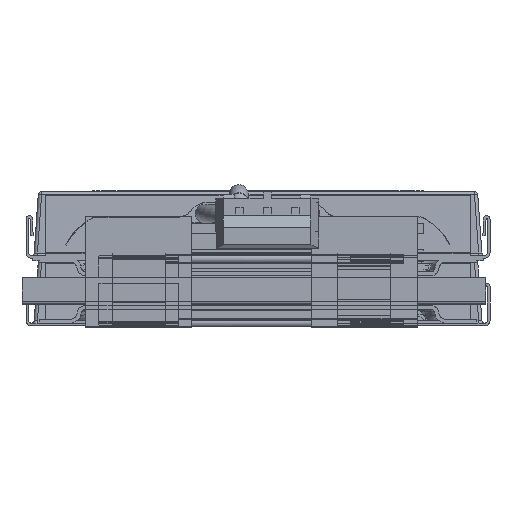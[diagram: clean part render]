
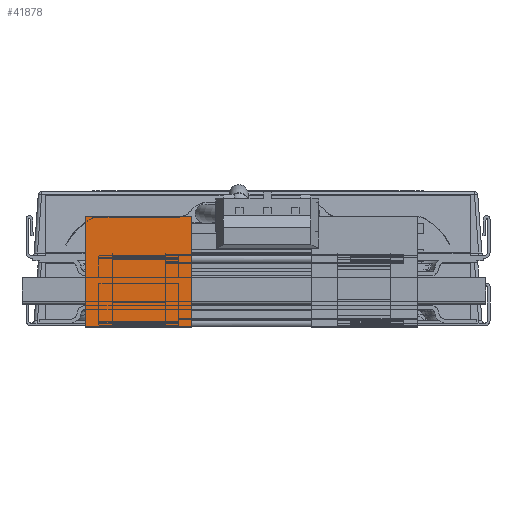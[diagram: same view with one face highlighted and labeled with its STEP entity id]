
A CAD part, front view. The second image highlights one B-rep face of the part: STEP entity #41878.
In plain terms, the highlighted planar face has unit normal (0, -1, 0).
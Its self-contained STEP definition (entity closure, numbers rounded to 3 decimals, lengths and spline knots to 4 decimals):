
#4126=FACE_OUTER_BOUND('',#6373,.T.);
#6373=EDGE_LOOP('',(#34038,#34039,#34040,#34041));
#10220=LINE('',#69234,#14484);
#10226=LINE('',#69253,#14490);
#10234=LINE('',#69270,#14498);
#10235=LINE('',#69272,#14499);
#14484=VECTOR('',#50485,0.83);
#14490=VECTOR('',#50501,0.83);
#14498=VECTOR('',#50521,0.8);
#14499=VECTOR('',#50524,0.8);
#18615=VERTEX_POINT('',#69230);
#18617=VERTEX_POINT('',#69233);
#18624=VERTEX_POINT('',#69250);
#18625=VERTEX_POINT('',#69252);
#23947=EDGE_CURVE('',#18617,#18615,#10220,.T.);
#23957=EDGE_CURVE('',#18625,#18624,#10226,.T.);
#23966=EDGE_CURVE('',#18615,#18625,#10234,.T.);
#23967=EDGE_CURVE('',#18624,#18617,#10235,.T.);
#34038=ORIENTED_EDGE('',*,*,#23966,.T.);
#34039=ORIENTED_EDGE('',*,*,#23957,.T.);
#34040=ORIENTED_EDGE('',*,*,#23967,.T.);
#34041=ORIENTED_EDGE('',*,*,#23947,.T.);
#37896=PLANE('',#43746);
#41878=ADVANCED_FACE('',(#4126),#37896,.F.);
#43746=AXIS2_PLACEMENT_3D('',#69271,#50522,#50523);
#50485=DIRECTION('',(0.,0.,-1.));
#50501=DIRECTION('',(0.,0.,1.));
#50521=DIRECTION('',(1.,0.,0.));
#50522=DIRECTION('center_axis',(0.,1.,0.));
#50523=DIRECTION('ref_axis',(0.,0.,-1.));
#50524=DIRECTION('',(-1.,0.,0.));
#69230=CARTESIAN_POINT('',(-1.3,-3.1945,-0.0074));
#69233=CARTESIAN_POINT('',(-1.3,-3.1945,0.8226));
#69234=CARTESIAN_POINT('',(-1.3,-3.1945,-0.0074));
#69250=CARTESIAN_POINT('',(-0.5,-3.1945,0.8226));
#69252=CARTESIAN_POINT('',(-0.5,-3.1945,-0.0074));
#69253=CARTESIAN_POINT('',(-0.5,-3.1945,0.8226));
#69270=CARTESIAN_POINT('',(-1.2,-3.1945,-0.0074));
#69271=CARTESIAN_POINT('Origin',(-0.9,-3.1945,0.4076));
#69272=CARTESIAN_POINT('',(-0.6,-3.1945,0.8226));
